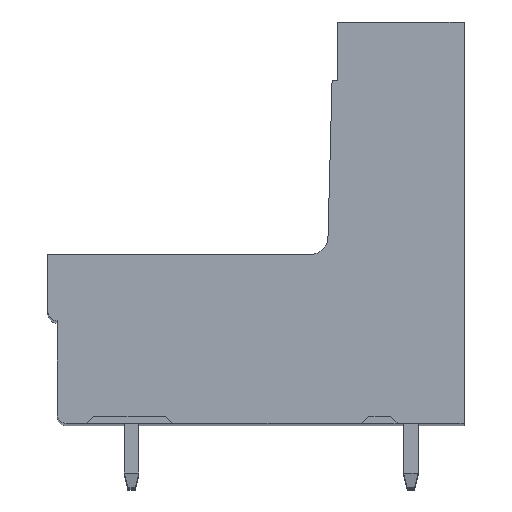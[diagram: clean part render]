
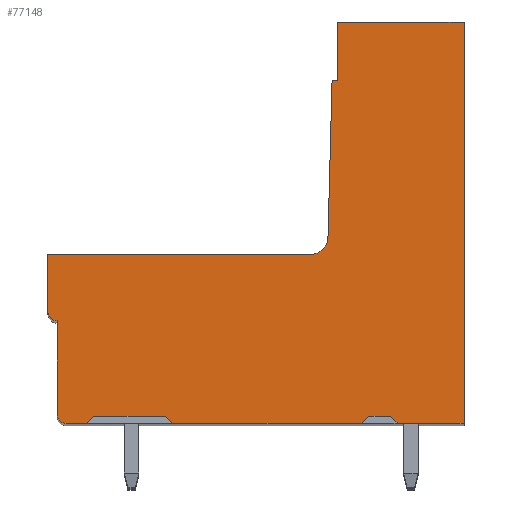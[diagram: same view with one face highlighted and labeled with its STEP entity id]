
A CAD part, top view. The second image highlights one B-rep face of the part: STEP entity #77148.
In plain terms, the highlighted planar face has unit normal (0, 0, 1).
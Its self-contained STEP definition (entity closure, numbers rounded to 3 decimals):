
#7849=DIRECTION('',(-1.,0.,0.));
#7850=VECTOR('',#7849,0.3);
#7851=CARTESIAN_POINT('',(-6.894,18.7,-51.243));
#7852=LINE('',#7851,#7850);
#7857=DIRECTION('',(0.,-1.,0.));
#7858=VECTOR('',#7857,3.2);
#7859=CARTESIAN_POINT('',(-6.894,21.9,-51.243));
#7860=LINE('',#7859,#7858);
#16251=DIRECTION('',(0.,1.,0.));
#16252=VECTOR('',#16251,21.9);
#16253=CARTESIAN_POINT('',(0.006,0.,
-51.243));
#16254=LINE('',#16253,#16252);
#27456=DIRECTION('',(0.,-1.,0.));
#27457=VECTOR('',#27456,5.1);
#27458=CARTESIAN_POINT('',(-22.194,5.6,-51.243));
#27459=LINE('',#27458,#27457);
#27476=DIRECTION('',(-1.,0.,0.));
#27477=VECTOR('',#27476,10.3);
#27478=CARTESIAN_POINT('',(-5.594,0.,
-51.243));
#27479=LINE('',#27478,#27477);
#27480=DIRECTION('',(-0.707,0.707,0.));
#27481=VECTOR('',#27480,0.566);
#27482=CARTESIAN_POINT('',(-15.894,0.,
-51.243));
#27483=LINE('',#27482,#27481);
#27484=DIRECTION('',(-1.,0.,0.));
#27485=VECTOR('',#27484,3.9);
#27486=CARTESIAN_POINT('',(-16.294,0.4,
-51.243));
#27487=LINE('',#27486,#27485);
#27488=DIRECTION('',(-1.,0.,0.));
#27489=VECTOR('',#27488,1.1);
#27490=CARTESIAN_POINT('',(-20.594,0.,
-51.243));
#27491=LINE('',#27490,#27489);
#27492=CARTESIAN_POINT('',(-21.694,0.5,-51.243));
#27493=DIRECTION('',(0.,0.,-1.));
#27494=DIRECTION('',(0.,-1.,0.));
#27495=AXIS2_PLACEMENT_3D('',#27492,#27493,#27494);
#27497=CARTESIAN_POINT('',(-22.194,6.1,-51.243));
#27498=DIRECTION('',(0.,0.,-1.));
#27499=DIRECTION('',(0.,-1.,0.));
#27500=AXIS2_PLACEMENT_3D('',#27497,#27498,#27499);
#27502=DIRECTION('',(0.,1.,0.));
#27503=VECTOR('',#27502,3.1);
#27504=CARTESIAN_POINT('',(-22.694,6.1,
-51.243));
#27505=LINE('',#27504,#27503);
#27506=DIRECTION('',(1.,0.,0.));
#27507=VECTOR('',#27506,14.277);
#27508=CARTESIAN_POINT('',(-22.694,9.2,-51.243));
#27509=LINE('',#27508,#27507);
#27510=CARTESIAN_POINT('',(-8.417,10.2,-51.243));
#27511=DIRECTION('',(0.,0.,1.));
#27512=DIRECTION('',(0.,-1.,0.));
#27513=AXIS2_PLACEMENT_3D('',#27510,#27511,#27512);
#27515=DIRECTION('',(0.026,1.,0.));
#27516=VECTOR('',#27515,8.529);
#27517=CARTESIAN_POINT('',(-7.417,10.174,
-51.243));
#27518=LINE('',#27517,#27516);
#27519=DIRECTION('',(1.,0.,0.));
#27520=VECTOR('',#27519,6.9);
#27521=CARTESIAN_POINT('',(-6.894,21.9,-51.243));
#27522=LINE('',#27521,#27520);
#27523=DIRECTION('',(-1.,0.,0.));
#27524=VECTOR('',#27523,3.6);
#27525=CARTESIAN_POINT('',(0.006,0.,
-51.243));
#27526=LINE('',#27525,#27524);
#27527=DIRECTION('',(-0.707,0.707,0.));
#27528=VECTOR('',#27527,0.566);
#27529=CARTESIAN_POINT('',(-3.594,0.,
-51.243));
#27530=LINE('',#27529,#27528);
#27531=DIRECTION('',(-0.707,-0.707,0.));
#27532=VECTOR('',#27531,0.566);
#27533=CARTESIAN_POINT('',(-5.194,0.4,
-51.243));
#27534=LINE('',#27533,#27532);
#27551=DIRECTION('',(-0.707,-0.707,0.));
#27552=VECTOR('',#27551,0.566);
#27553=CARTESIAN_POINT('',(-20.194,0.4,
-51.243));
#27554=LINE('',#27553,#27552);
#27587=DIRECTION('',(1.,0.,0.));
#27588=VECTOR('',#27587,1.2);
#27589=CARTESIAN_POINT('',(-5.194,0.4,
-51.243));
#27590=LINE('',#27589,#27588);
#28374=CARTESIAN_POINT('',(-5.594,0.,
-51.243));
#28376=VERTEX_POINT('',#28374);
#28380=CARTESIAN_POINT('',(-3.594,0.,
-51.243));
#28381=VERTEX_POINT('',#28380);
#28497=CARTESIAN_POINT('',(-16.294,0.4,
-51.243));
#28498=VERTEX_POINT('',#28497);
#28499=CARTESIAN_POINT('',(-7.417,10.174,
-51.243));
#28500=CARTESIAN_POINT('',(-7.194,18.7,-51.243));
#28501=VERTEX_POINT('',#28499);
#28502=VERTEX_POINT('',#28500);
#28503=CARTESIAN_POINT('',(-6.894,18.7,-51.243));
#28504=VERTEX_POINT('',#28503);
#28505=CARTESIAN_POINT('',(-6.894,21.9,-51.243));
#28506=VERTEX_POINT('',#28505);
#28507=CARTESIAN_POINT('',(-3.994,0.4,
-51.243));
#28508=VERTEX_POINT('',#28507);
#28509=CARTESIAN_POINT('',(-5.194,0.4,
-51.243));
#28510=VERTEX_POINT('',#28509);
#28515=CARTESIAN_POINT('',(-21.694,0.,-51.243));
#28516=CARTESIAN_POINT('',(-22.194,0.5,
-51.243));
#28517=VERTEX_POINT('',#28515);
#28518=VERTEX_POINT('',#28516);
#28519=CARTESIAN_POINT('',(-22.194,5.6,-51.243));
#28520=VERTEX_POINT('',#28519);
#28521=CARTESIAN_POINT('',(-22.694,6.1,
-51.243));
#28522=VERTEX_POINT('',#28521);
#28523=CARTESIAN_POINT('',(-22.694,9.2,-51.243));
#28524=VERTEX_POINT('',#28523);
#28773=CARTESIAN_POINT('',(0.006,0.,
-51.243));
#28774=CARTESIAN_POINT('',(0.006,21.9,-51.243));
#28775=VERTEX_POINT('',#28773);
#28776=VERTEX_POINT('',#28774);
#28777=CARTESIAN_POINT('',(-20.194,0.4,
-51.243));
#28778=CARTESIAN_POINT('',(-20.594,0.,
-51.243));
#28779=VERTEX_POINT('',#28777);
#28780=VERTEX_POINT('',#28778);
#28781=CARTESIAN_POINT('',(-15.894,0.,
-51.243));
#28782=VERTEX_POINT('',#28781);
#28783=CARTESIAN_POINT('',(-8.417,9.2,-51.243));
#28784=VERTEX_POINT('',#28783);
#77115=CARTESIAN_POINT('',(-21.694,0.5,
-51.243));
#77116=DIRECTION('',(0.,0.,-1.));
#77117=DIRECTION('',(-1.,0.,0.));
#77118=AXIS2_PLACEMENT_3D('',#77115,#77116,#77117);
#77119=PLANE('',#77118);
#77120=ORIENTED_EDGE('',*,*,#71664,.T.);
#77122=ORIENTED_EDGE('',*,*,#77121,.T.);
#77124=ORIENTED_EDGE('',*,*,#77123,.T.);
#77126=ORIENTED_EDGE('',*,*,#77125,.T.);
#77127=ORIENTED_EDGE('',*,*,#71656,.T.);
#77128=ORIENTED_EDGE('',*,*,#77063,.T.);
#77129=ORIENTED_EDGE('',*,*,#77078,.F.);
#77130=ORIENTED_EDGE('',*,*,#77093,.T.);
#77131=ORIENTED_EDGE('',*,*,#77107,.T.);
#77132=ORIENTED_EDGE('',*,*,#36592,.T.);
#77133=ORIENTED_EDGE('',*,*,#48330,.T.);
#77134=ORIENTED_EDGE('',*,*,#48345,.T.);
#77135=ORIENTED_EDGE('',*,*,#48360,.F.);
#77136=ORIENTED_EDGE('',*,*,#48375,.F.);
#77137=ORIENTED_EDGE('',*,*,#48390,.T.);
#77138=ORIENTED_EDGE('',*,*,#60079,.F.);
#77139=ORIENTED_EDGE('',*,*,#71672,.T.);
#77141=ORIENTED_EDGE('',*,*,#77140,.T.);
#77143=ORIENTED_EDGE('',*,*,#77142,.F.);
#77145=ORIENTED_EDGE('',*,*,#77144,.T.);
#77146=EDGE_LOOP('',(#77120,#77122,#77124,#77126,#77127,#77128,#77129,#77130,
#77131,#77132,#77133,#77134,#77135,#77136,#77137,#77138,#77139,#77141,#77143,
#77145));
#77147=FACE_OUTER_BOUND('',#77146,.F.);
#77148=ADVANCED_FACE('',(#77147),#77119,.F.);
#27496=CIRCLE('',#27495,0.5);
#27501=CIRCLE('',#27500,0.5);
#27514=CIRCLE('',#27513,1.);
#36592=EDGE_CURVE('',#28524,#28784,#27509,.T.);
#48330=EDGE_CURVE('',#28784,#28501,#27514,.T.);
#48345=EDGE_CURVE('',#28501,#28502,#27518,.T.);
#48360=EDGE_CURVE('',#28504,#28502,#7852,.T.);
#48375=EDGE_CURVE('',#28506,#28504,#7860,.T.);
#48390=EDGE_CURVE('',#28506,#28776,#27522,.T.);
#60079=EDGE_CURVE('',#28775,#28776,#16254,.T.);
#71656=EDGE_CURVE('',#28780,#28517,#27491,.T.);
#71664=EDGE_CURVE('',#28376,#28782,#27479,.T.);
#71672=EDGE_CURVE('',#28775,#28381,#27526,.T.);
#77063=EDGE_CURVE('',#28517,#28518,#27496,.T.);
#77078=EDGE_CURVE('',#28520,#28518,#27459,.T.);
#77093=EDGE_CURVE('',#28520,#28522,#27501,.T.);
#77107=EDGE_CURVE('',#28522,#28524,#27505,.T.);
#77121=EDGE_CURVE('',#28782,#28498,#27483,.T.);
#77123=EDGE_CURVE('',#28498,#28779,#27487,.T.);
#77125=EDGE_CURVE('',#28779,#28780,#27554,.T.);
#77140=EDGE_CURVE('',#28381,#28508,#27530,.T.);
#77142=EDGE_CURVE('',#28510,#28508,#27590,.T.);
#77144=EDGE_CURVE('',#28510,#28376,#27534,.T.);
